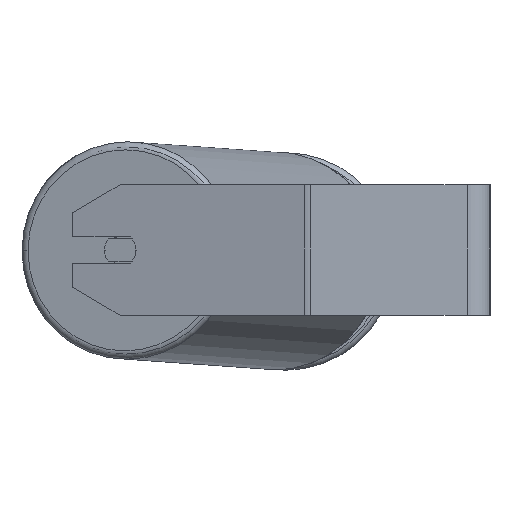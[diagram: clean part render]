
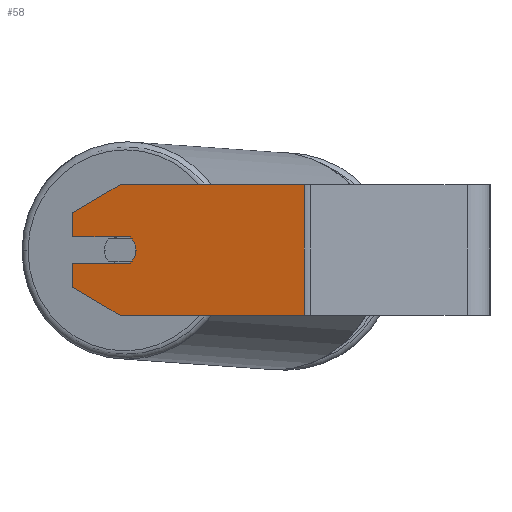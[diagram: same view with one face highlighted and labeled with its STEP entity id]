
A CAD part, left-side view. The second image highlights one B-rep face of the part: STEP entity #58.
In plain terms, the highlighted planar face has unit normal (-0.966, 0.259, 0).
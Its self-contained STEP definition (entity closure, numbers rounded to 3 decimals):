
#13 = ORIENTED_EDGE ( 'NONE', *, *, #172, .T. ) ;
#29 = ORIENTED_EDGE ( 'NONE', *, *, #3515, .F. ) ;
#32 = DIRECTION ( 'NONE',  ( 0.224, 0.837, -0.5 ) ) ;
#58 = ADVANCED_FACE ( 'NONE', ( #3917 ), #6624, .F. ) ;
#172 = EDGE_CURVE ( 'NONE', #3517, #8450, #4234, .T. ) ;
#235 = ORIENTED_EDGE ( 'NONE', *, *, #1347, .T. ) ;
#301 = EDGE_CURVE ( 'NONE', #4434, #7424, #3925, .T. ) ;
#496 = DIRECTION ( 'NONE',  ( -0.966, 0.259, 0. ) ) ;
#514 = AXIS2_PLACEMENT_3D ( 'NONE', #5957, #555, #3259 ) ;
#555 = DIRECTION ( 'NONE',  ( 0.966, -0.259, 0. ) ) ;
#564 = CARTESIAN_POINT ( 'NONE',  ( -575.863, 220.449, -8. ) ) ;
#797 = ORIENTED_EDGE ( 'NONE', *, *, #7723, .T. ) ;
#815 = VECTOR ( 'NONE', #5125, 1000. ) ;
#919 = AXIS2_PLACEMENT_3D ( 'NONE', #6793, #6248, #6078 ) ;
#1043 = EDGE_CURVE ( 'NONE', #4897, #8450, #7039, .T. ) ;
#1057 = CARTESIAN_POINT ( 'NONE',  ( -604.523, 113.488, 40. ) ) ;
#1078 = VECTOR ( 'NONE', #3542, 1000. ) ;
#1204 = CARTESIAN_POINT ( 'NONE',  ( -566.545, 255.222, -8. ) ) ;
#1291 = VERTEX_POINT ( 'NONE', #5522 ) ;
#1347 = EDGE_CURVE ( 'NONE', #6094, #1773, #1491, .T. ) ;
#1425 = ORIENTED_EDGE ( 'NONE', *, *, #5419, .T. ) ;
#1491 = LINE ( 'NONE', #3444, #4949 ) ;
#1621 = DIRECTION ( 'NONE',  ( -0.224, -0.837, -0.5 ) ) ;
#1638 = VECTOR ( 'NONE', #7288, 1000. ) ;
#1754 = LINE ( 'NONE', #6507, #1638 ) ;
#1773 = VERTEX_POINT ( 'NONE', #4144 ) ;
#1930 = VECTOR ( 'NONE', #6931, 1000. ) ;
#2043 = LINE ( 'NONE', #7529, #7699 ) ;
#2142 = ORIENTED_EDGE ( 'NONE', *, *, #301, .F. ) ;
#2186 = AXIS2_PLACEMENT_3D ( 'NONE', #8642, #496, #5186 ) ;
#2189 = CARTESIAN_POINT ( 'NONE',  ( -575.863, 220.449, 8. ) ) ;
#2488 = EDGE_CURVE ( 'NONE', #4434, #6177, #5524, .T. ) ;
#2646 = EDGE_CURVE ( 'NONE', #6094, #4897, #1754, .T. ) ;
#2692 = EDGE_LOOP ( 'NONE', ( #5405, #2142, #7606, #1425, #13, #8247, #4155, #235, #797, #29, #4728 ) ) ;
#2815 = CARTESIAN_POINT ( 'NONE',  ( -576.898, 216.585, 0. ) ) ;
#3259 = DIRECTION ( 'NONE',  ( 0.259, 0.966, 0. ) ) ;
#3328 = CIRCLE ( 'NONE', #919, 10. ) ;
#3444 = CARTESIAN_POINT ( 'NONE',  ( -566.545, 255.222, 22.679 ) ) ;
#3479 = CARTESIAN_POINT ( 'NONE',  ( -574.31, 226.245, 40. ) ) ;
#3480 = DIRECTION ( 'NONE',  ( 0.259, 0.966, 0. ) ) ;
#3515 = EDGE_CURVE ( 'NONE', #3722, #1291, #7542, .T. ) ;
#3517 = VERTEX_POINT ( 'NONE', #4891 ) ;
#3542 = DIRECTION ( 'NONE',  ( 0., 0., -1. ) ) ;
#3722 = VERTEX_POINT ( 'NONE', #4707 ) ;
#3917 = FACE_OUTER_BOUND ( 'NONE', #2692, .T. ) ;
#3925 = LINE ( 'NONE', #564, #6453 ) ;
#4130 = DIRECTION ( 'NONE',  ( 0., 0., -1. ) ) ;
#4144 = CARTESIAN_POINT ( 'NONE',  ( -566.545, 255.222, 22.679 ) ) ;
#4155 = ORIENTED_EDGE ( 'NONE', *, *, #2646, .F. ) ;
#4234 = LINE ( 'NONE', #6884, #1930 ) ;
#4434 = VERTEX_POINT ( 'NONE', #1204 ) ;
#4707 = CARTESIAN_POINT ( 'NONE',  ( -575.863, 220.449, 8. ) ) ;
#4728 = ORIENTED_EDGE ( 'NONE', *, *, #7673, .F. ) ;
#4859 = CARTESIAN_POINT ( 'NONE',  ( -566.545, 255.222, 40. ) ) ;
#4891 = CARTESIAN_POINT ( 'NONE',  ( -574.31, 226.245, -40. ) ) ;
#4897 = VERTEX_POINT ( 'NONE', #5484 ) ;
#4941 = VECTOR ( 'NONE', #1621, 1000. ) ;
#4949 = VECTOR ( 'NONE', #32, 1000. ) ;
#5125 = DIRECTION ( 'NONE',  ( 0., 0., -1. ) ) ;
#5186 = DIRECTION ( 'NONE',  ( -0.259, -0.966, 0. ) ) ;
#5405 = ORIENTED_EDGE ( 'NONE', *, *, #7514, .F. ) ;
#5419 = EDGE_CURVE ( 'NONE', #6177, #3517, #7683, .T. ) ;
#5484 = CARTESIAN_POINT ( 'NONE',  ( -604.523, 113.488, 40. ) ) ;
#5522 = CARTESIAN_POINT ( 'NONE',  ( -566.545, 255.222, 8. ) ) ;
#5524 = LINE ( 'NONE', #4859, #1078 ) ;
#5852 = CIRCLE ( 'NONE', #2186, 10. ) ;
#5957 = CARTESIAN_POINT ( 'NONE',  ( -566.545, 255.222, 40. ) ) ;
#5964 = DIRECTION ( 'NONE',  ( -0.259, -0.966, 0. ) ) ;
#6063 = VERTEX_POINT ( 'NONE', #2815 ) ;
#6078 = DIRECTION ( 'NONE',  ( -0.259, -0.966, 0. ) ) ;
#6094 = VERTEX_POINT ( 'NONE', #3479 ) ;
#6177 = VERTEX_POINT ( 'NONE', #6434 ) ;
#6181 = VECTOR ( 'NONE', #3480, 1000. ) ;
#6248 = DIRECTION ( 'NONE',  ( -0.966, 0.259, 0. ) ) ;
#6434 = CARTESIAN_POINT ( 'NONE',  ( -566.545, 255.222, -22.679 ) ) ;
#6453 = VECTOR ( 'NONE', #5964, 1000. ) ;
#6507 = CARTESIAN_POINT ( 'NONE',  ( -566.545, 255.222, 40. ) ) ;
#6624 = PLANE ( 'NONE',  #514 ) ;
#6660 = CARTESIAN_POINT ( 'NONE',  ( -604.523, 113.488, -40. ) ) ;
#6793 = CARTESIAN_POINT ( 'NONE',  ( -574.31, 226.245, 0. ) ) ;
#6884 = CARTESIAN_POINT ( 'NONE',  ( -566.545, 255.222, -40. ) ) ;
#6931 = DIRECTION ( 'NONE',  ( -0.259, -0.966, 0. ) ) ;
#7039 = LINE ( 'NONE', #1057, #815 ) ;
#7178 = CARTESIAN_POINT ( 'NONE',  ( -575.863, 220.449, -8. ) ) ;
#7288 = DIRECTION ( 'NONE',  ( -0.259, -0.966, 0. ) ) ;
#7424 = VERTEX_POINT ( 'NONE', #7178 ) ;
#7514 = EDGE_CURVE ( 'NONE', #7424, #6063, #5852, .T. ) ;
#7529 = CARTESIAN_POINT ( 'NONE',  ( -566.545, 255.222, 40. ) ) ;
#7542 = LINE ( 'NONE', #2189, #6181 ) ;
#7606 = ORIENTED_EDGE ( 'NONE', *, *, #2488, .T. ) ;
#7673 = EDGE_CURVE ( 'NONE', #6063, #3722, #3328, .T. ) ;
#7683 = LINE ( 'NONE', #8437, #4941 ) ;
#7699 = VECTOR ( 'NONE', #4130, 1000. ) ;
#7723 = EDGE_CURVE ( 'NONE', #1773, #1291, #2043, .T. ) ;
#8247 = ORIENTED_EDGE ( 'NONE', *, *, #1043, .F. ) ;
#8437 = CARTESIAN_POINT ( 'NONE',  ( -574.31, 226.245, -40. ) ) ;
#8450 = VERTEX_POINT ( 'NONE', #6660 ) ;
#8642 = CARTESIAN_POINT ( 'NONE',  ( -574.31, 226.245, 0. ) ) ;
